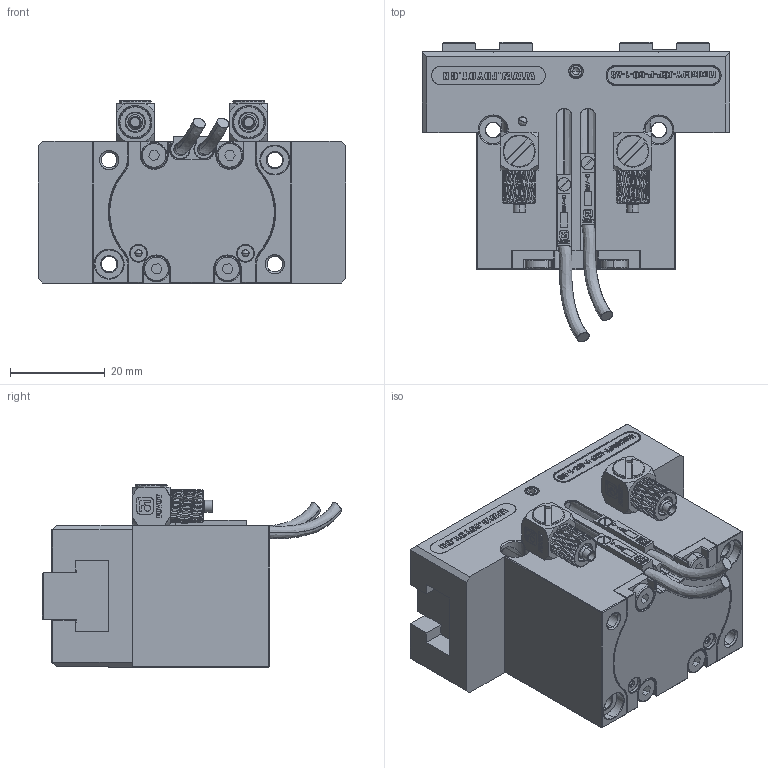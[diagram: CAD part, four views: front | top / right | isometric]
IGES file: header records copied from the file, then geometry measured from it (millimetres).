
Start section: SolidWorks IGES file using analytic representation for surfaces
Global section: file name: FY-JGP-P- 50-1-AS.IGS,15HSolidWorks; native system: 2020; preprocessor: SolidWorks 2020; author: Administrator; date: 231114.134150; units: millimetre
Bounding box: 65 x 63.22 x 38.5 mm (x, y, z)
Surface area: 29478.7 mm2 (no closed solid volume)
Topology: 0 solids, 0 shells, 2941 faces, 26374 edges, 26319 vertices
Faces by surface type: bspline 2011, revolution 930
